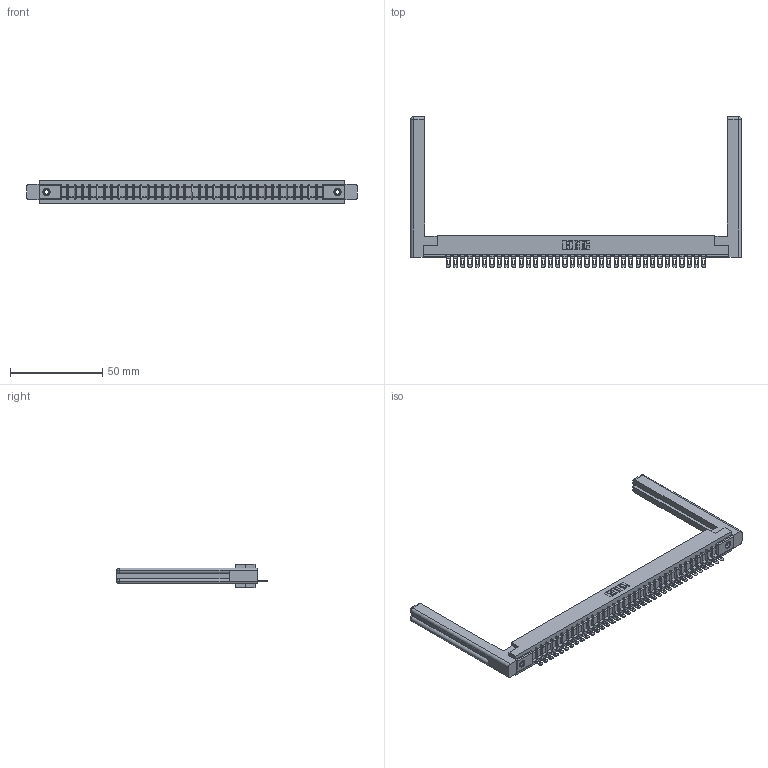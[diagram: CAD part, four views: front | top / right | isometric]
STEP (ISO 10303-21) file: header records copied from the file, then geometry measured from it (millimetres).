
FILE_DESCRIPTION (( 'STEP AP203' ), '1' );
FILE_NAME ('307-036-501-158.STEP', '2019-09-05T07:37:58', ( '' ), ( '' ), 'SwSTEP 2.0', 'SolidWorks 2016', '' );
FILE_SCHEMA (( 'CONFIG_CONTROL_DESIGN' ));
Length unit declared in the file: inch
Products named in the file (5): 345-250-001_345-250-001-102; 307-290-002_501; 307 Part_.156 Dia Mounting Holes; 307-036-501-158; 307-220-058
Assembly tree (41 placements, depth 2):
  307-036-501-158
    307 Part_.156 Dia Mounting Holes
    307-290-002_501  x36
    307-220-058  x2
    345-250-001_345-250-001-102  x2
Bounding box: 179.27 x 81.74 x 12.7 mm (x, y, z)
Volume: 26291.3 mm3; surface area: 29048.5 mm2
Topology: 41 solids, 41 shells, 3033 faces, 9245 edges, 6050 vertices
Faces by surface type: plane 1738, cylinder 1197, sphere 74, torus 12, cone 12
Entity records: 35029 total; most frequent: CARTESIAN_POINT 5915, ORIENTED_EDGE 5844, DIRECTION 5714, EDGE_CURVE 2922, VECTOR 2228, LINE 2228, VERTEX_POINT 1890, AXIS2_PLACEMENT_3D 1743
